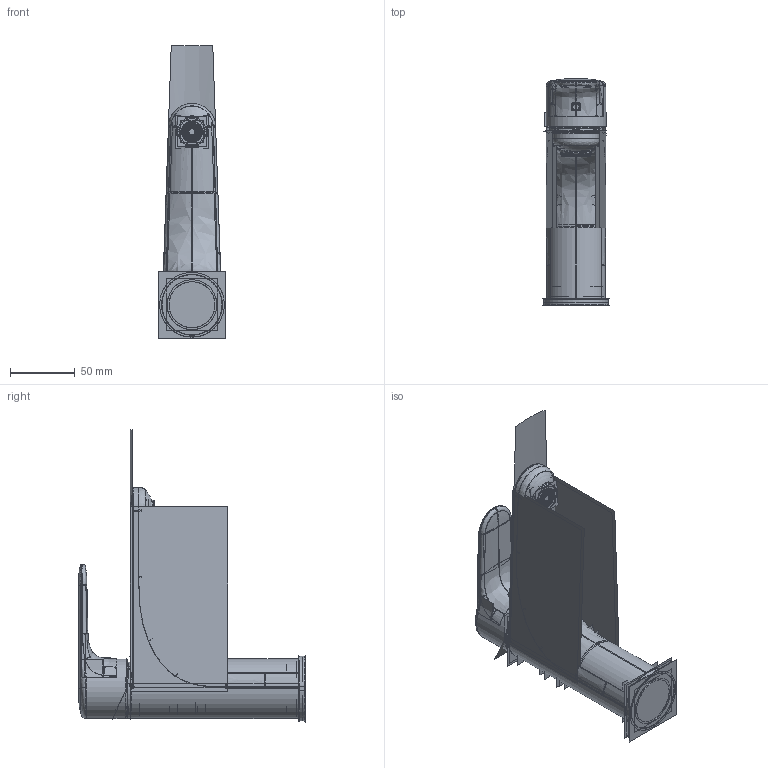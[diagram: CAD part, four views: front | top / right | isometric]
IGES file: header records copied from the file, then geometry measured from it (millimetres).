
Start section:  PTC IGES file: A42706.igs
Global section: file name: A42706.igs; native system: Creo Parametric by PTC Inc.; preprocessor: 2018300; author: tamer.unalp; organization: Unknown; date: 20201127.100306; units: millimetre
Bounding box: 52 x 175.18 x 226.01 mm (x, y, z)
Surface area: 415284 mm2 (no closed solid volume)
Topology: 0 solids, 0 shells, 4008 faces, 55436 edges, 71478 vertices
Faces by surface type: bspline 3530, revolution 450, extrusion 28
